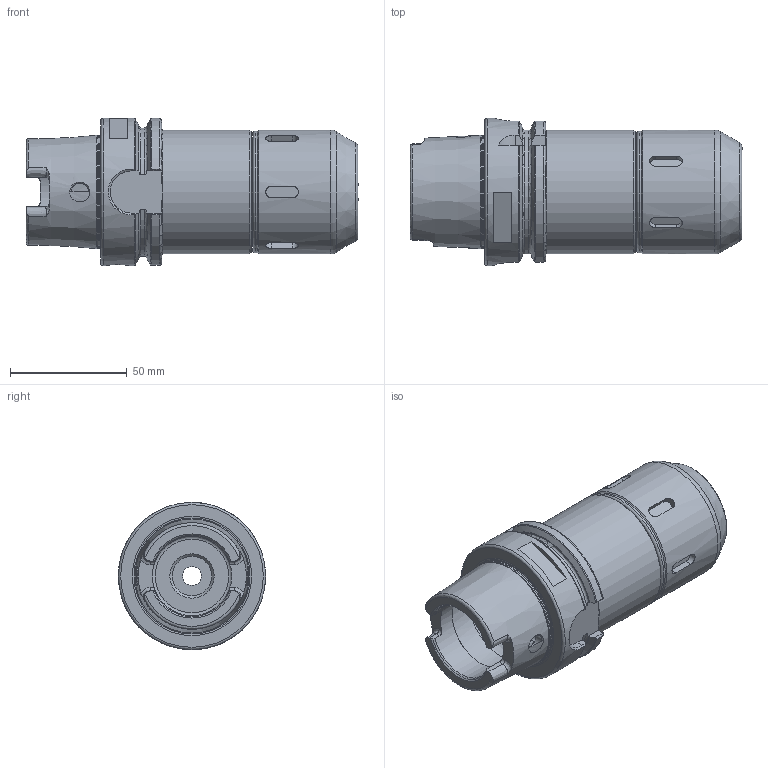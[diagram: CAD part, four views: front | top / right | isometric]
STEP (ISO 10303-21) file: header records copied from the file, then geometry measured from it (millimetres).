
FILE_DESCRIPTION(/* description */ (''),/* implementation_level */ '2;1');
FILE_NAME(/* name */ 'HSK063A-MC075-0433.stp',/* time_stamp */ '2019-07-10T11:43:46-05:00',/* author */ ('ldfli'),/* organization */ (''),/* preprocessor_version */ 'ST-DEVELOPER v18',/* originating_system */ 'Autodesk Inventor LT',/* authorisation */ '');
FILE_SCHEMA (('AUTOMOTIVE_DESIGN { 1 0 10303 214 3 1 1 }'));
Length unit declared in the file: millimetre
Products named in the file (1): HSK063A-MC075-0433
Bounding box: 142 x 63 x 63 mm (x, y, z)
Volume: 227629.6 mm3; surface area: 55177 mm2
Topology: 2 solids, 3 shells, 298 faces, 872 edges, 595 vertices
Faces by surface type: plane 134, cylinder 88, torus 34, cone 25, bspline 17
Full cylindrical faces by diameter (mm): 7.5 x2, 8 x1, 10 x1, 13.835 x1, 14 x1, 17 x1, 19 x1, 21 x1, 25 x1, 34 x2, 39.7 x2, 40 x1, 46.7 x2, 48.241 x1, 52 x1, 53 x2, 63 x1
Entity records: 11880 total; most frequent: CARTESIAN_POINT 4005, ORIENTED_EDGE 1748, DIRECTION 1573, EDGE_CURVE 874, AXIS2_PLACEMENT_3D 604, VERTEX_POINT 597, LINE 365, VECTOR 365
